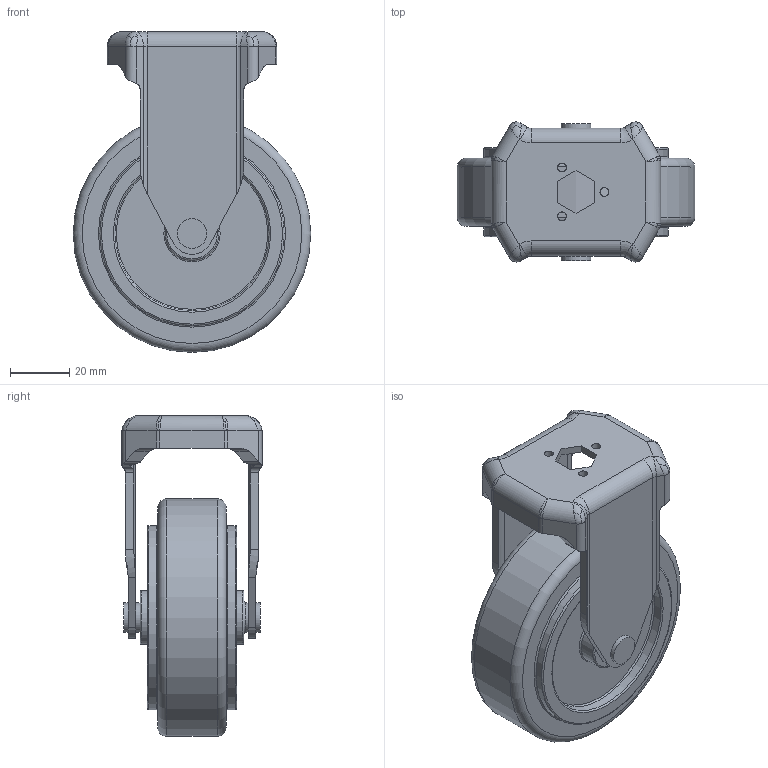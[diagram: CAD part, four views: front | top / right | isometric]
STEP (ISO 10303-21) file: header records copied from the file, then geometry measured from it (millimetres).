
FILE_DESCRIPTION(/* description */ (''),/* implementation_level */ '2;1');
FILE_NAME(/* name */ '144050',/* time_stamp */ '2014-10-06T15:53:49+02:00',/* author */ (''),/* organization */ (''),/* preprocessor_version */ 'ST-DEVELOPER v14',/* originating_system */ 'HiCAD 2013 1802.4 Build 509',/* authorisation */ '');
FILE_SCHEMA (('AUTOMOTIVE_DESIGN { 1 0 10303 214 1 1 1 1 }'));
Products named in the file (2): Root; 144050Bokwiel diam. 80BOIKON0
Assembly tree (1 placements, depth 2):
  Root
    144050Bokwiel diam. 80BOIKON0
Bounding box: 80 x 47.17 x 108 mm (x, y, z)
Volume: 141012.6 mm3; surface area: 34424.5 mm2
Topology: 1 solids, 1 shells, 163 faces, 411 edges, 261 vertices
Faces by surface type: plane 60, cylinder 60, bspline 24, torus 19
Full cylindrical faces by diameter (mm): 3 x3, 10 x4, 18 x2, 52 x2, 62 x2, 80 x1
Entity records: 42367 total; most frequent: CARTESIAN_POINT 35047, PRESENTATION_STYLE_ASSIGNMENT 755, COLOUR_RGB 755, DRAUGHTING_PRE_DEFINED_CURVE_FONT 754, CURVE_STYLE 754, OVER_RIDING_STYLED_ITEM 754, ORIENTED_EDGE 754, DIRECTION 682
